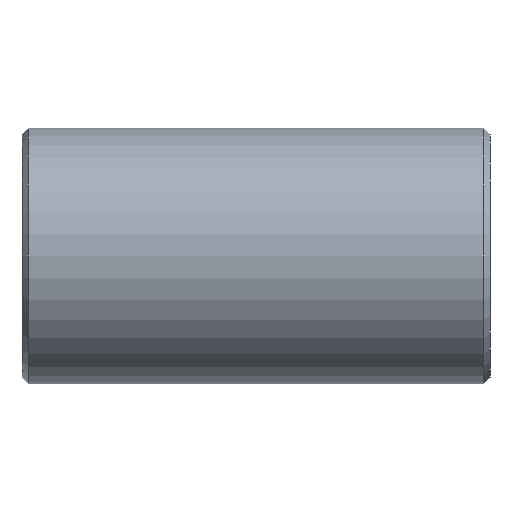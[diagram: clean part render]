
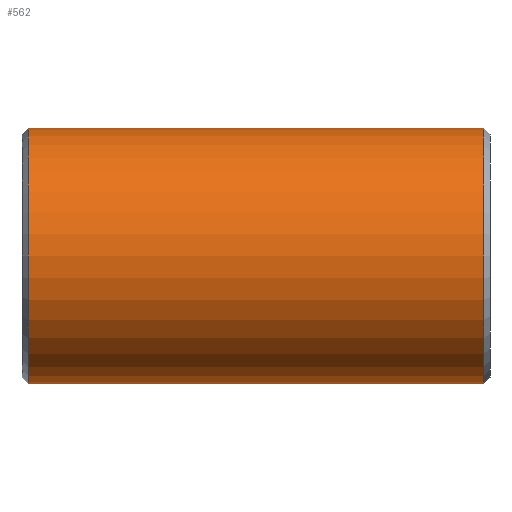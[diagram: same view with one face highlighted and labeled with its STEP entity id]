
A CAD part, front view. The second image highlights one B-rep face of the part: STEP entity #562.
In plain terms, the highlighted cylindrical face has radius 57.15 mm (diameter 114.3 mm), a partial arc.
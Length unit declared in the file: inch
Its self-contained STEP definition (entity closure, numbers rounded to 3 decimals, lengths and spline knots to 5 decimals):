
#7 = EDGE_CURVE ( 'NONE', #361, #428, #11, .T. ) ;
#11 = LINE ( 'NONE', #273, #397 ) ;
#119 = CARTESIAN_POINT ( 'NONE',  ( 4.12, 0., 0. ) ) ;
#168 = CARTESIAN_POINT ( 'NONE',  ( -4.00767, 0., 2.25 ) ) ;
#172 = AXIS2_PLACEMENT_3D ( 'NONE', #448, #515, #382 ) ;
#188 = EDGE_LOOP ( 'NONE', ( #666, #381, #805, #773 ) ) ;
#230 = VERTEX_POINT ( 'NONE', #168 ) ;
#248 = DIRECTION ( 'NONE',  ( -1., 0., 0. ) ) ;
#273 = CARTESIAN_POINT ( 'NONE',  ( 4.12, 0., -2.25 ) ) ;
#274 = EDGE_CURVE ( 'NONE', #230, #428, #284, .T. ) ;
#284 = CIRCLE ( 'NONE', #660, 2.25 ) ;
#306 = CARTESIAN_POINT ( 'NONE',  ( -4.00767, 0., -2.25 ) ) ;
#336 = DIRECTION ( 'NONE',  ( 0., 0., 1. ) ) ;
#358 = CARTESIAN_POINT ( 'NONE',  ( 4.00767, 0., 2.25 ) ) ;
#361 = VERTEX_POINT ( 'NONE', #685 ) ;
#375 = DIRECTION ( 'NONE',  ( -1., 0., 0. ) ) ;
#381 = ORIENTED_EDGE ( 'NONE', *, *, #552, .T. ) ;
#382 = DIRECTION ( 'NONE',  ( 0., 0., -1. ) ) ;
#395 = EDGE_CURVE ( 'NONE', #418, #230, #559, .T. ) ;
#397 = VECTOR ( 'NONE', #670, 39.37008 ) ;
#414 = DIRECTION ( 'NONE',  ( 1., 0., 0. ) ) ;
#418 = VERTEX_POINT ( 'NONE', #358 ) ;
#428 = VERTEX_POINT ( 'NONE', #306 ) ;
#431 = CARTESIAN_POINT ( 'NONE',  ( 4.12, 0., 2.25 ) ) ;
#448 = CARTESIAN_POINT ( 'NONE',  ( 4.00767, 0., 0. ) ) ;
#476 = VECTOR ( 'NONE', #248, 39.37008 ) ;
#510 = DIRECTION ( 'NONE',  ( 0., 0., 1. ) ) ;
#515 = DIRECTION ( 'NONE',  ( -1., 0., 0. ) ) ;
#541 = CARTESIAN_POINT ( 'NONE',  ( -4.00767, 0., 0. ) ) ;
#552 = EDGE_CURVE ( 'NONE', #361, #418, #691, .T. ) ;
#556 = AXIS2_PLACEMENT_3D ( 'NONE', #119, #375, #510 ) ;
#559 = LINE ( 'NONE', #431, #476 ) ;
#562 = ADVANCED_FACE ( 'NONE', ( #704 ), #702, .T. ) ;
#660 = AXIS2_PLACEMENT_3D ( 'NONE', #541, #414, #336 ) ;
#666 = ORIENTED_EDGE ( 'NONE', *, *, #7, .F. ) ;
#670 = DIRECTION ( 'NONE',  ( -1., 0., 0. ) ) ;
#685 = CARTESIAN_POINT ( 'NONE',  ( 4.00767, 0., -2.25 ) ) ;
#691 = CIRCLE ( 'NONE', #172, 2.25 ) ;
#702 = CYLINDRICAL_SURFACE ( 'NONE', #556, 2.25 ) ;
#704 = FACE_OUTER_BOUND ( 'NONE', #188, .T. ) ;
#773 = ORIENTED_EDGE ( 'NONE', *, *, #274, .T. ) ;
#805 = ORIENTED_EDGE ( 'NONE', *, *, #395, .T. ) ;
